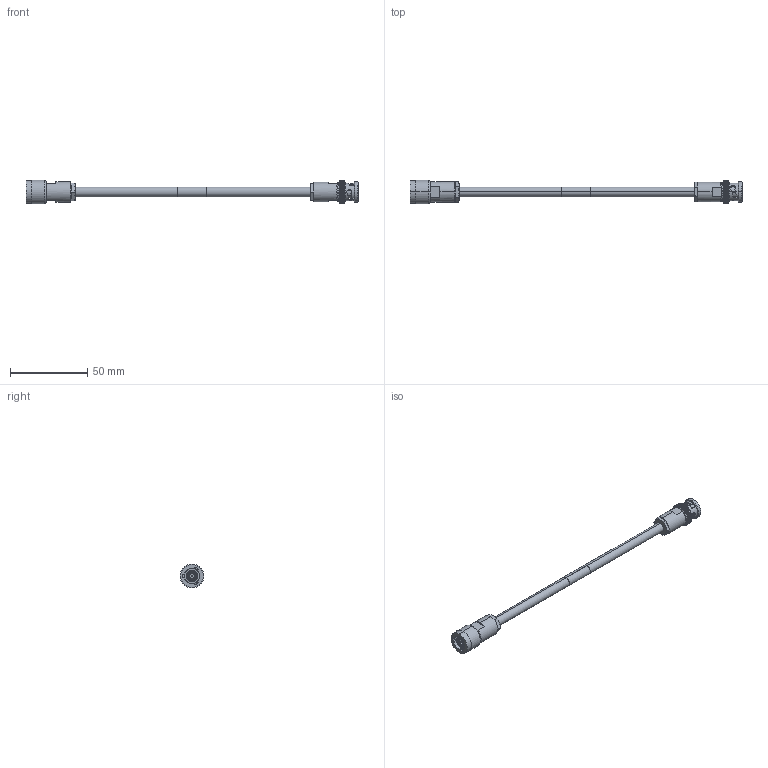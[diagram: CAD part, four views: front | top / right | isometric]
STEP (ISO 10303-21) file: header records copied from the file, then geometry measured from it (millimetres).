
FILE_DESCRIPTION (( 'STEP AP214' ), '1' );
FILE_NAME ('FM3MSA00672_3D.step', '2023-08-31T17:19:48', ( '' ), ( '' ), 'SwSTEP 2.0', 'SolidWorks 2022', '' );
FILE_SCHEMA (( 'AUTOMOTIVE_DESIGN' ));
Length unit declared in the file: inch
Products named in the file (11): 10-06030-XXX-MA1; 10-06030-XXX-MA2; 1AW01-003_.25" x .75" long; 10-09030-XXX; 10-06030-XXX; 10-09030-XXX-MA3; TWC-124-2_6"; 10-09030-XXX-MA1; FM3MSA00672_3D; 10-06030-XXX-MA3; 10-09030-XXX-MA2
Assembly tree (10 placements, depth 3):
  FM3MSA00672_3D
    TWC-124-2_6"
    10-09030-XXX
      10-09030-XXX-MA1
      10-09030-XXX-MA2
      10-09030-XXX-MA3
    10-06030-XXX
      10-06030-XXX-MA1
      10-06030-XXX-MA2
      10-06030-XXX-MA3
    1AW01-003_.25" x .75" long
Bounding box: 214.85 x 15.24 x 15.24 mm (x, y, z)
Volume: 11925.6 mm3; surface area: 10940.1 mm2
Topology: 8 solids, 8 shells, 892 faces, 2487 edges, 1628 vertices
Faces by surface type: cylinder 441, torus 210, plane 151, cone 60, bspline 30
Entity records: 34553 total; most frequent: CARTESIAN_POINT 10851, ORIENTED_EDGE 4966, DIRECTION 4686, EDGE_CURVE 2483, AXIS2_PLACEMENT_3D 1980, VERTEX_POINT 1628, CIRCLE 1103, EDGE_LOOP 933
